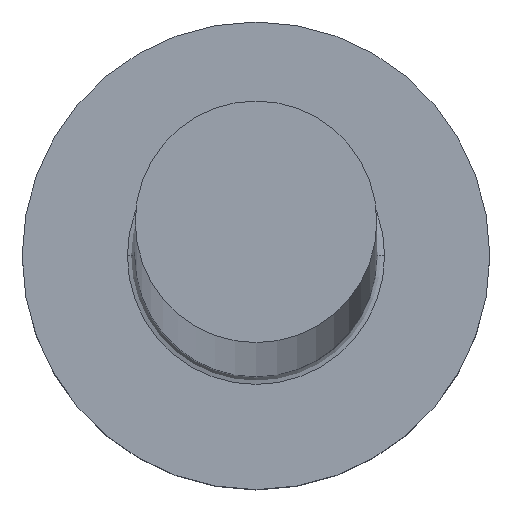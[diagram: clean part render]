
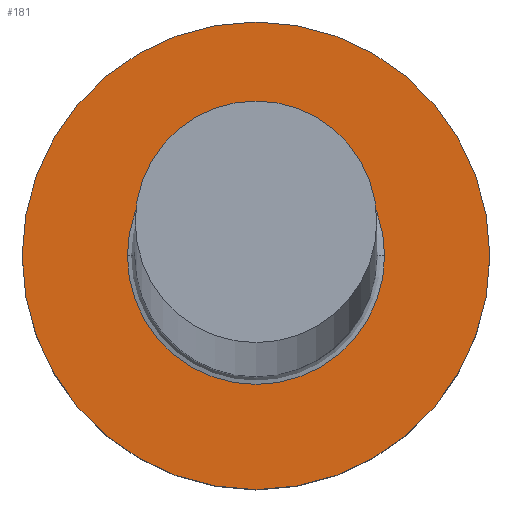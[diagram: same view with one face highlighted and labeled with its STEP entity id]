
A CAD part, top view. The second image highlights one B-rep face of the part: STEP entity #181.
In plain terms, the highlighted planar face has unit normal (0, 0, 1).
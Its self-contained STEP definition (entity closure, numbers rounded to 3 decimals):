
#12 = CARTESIAN_POINT ( 'NONE',  ( 0., 0., 5. ) ) ;
#19 = AXIS2_PLACEMENT_3D ( 'NONE', #12, #206, #135 ) ;
#22 = EDGE_LOOP ( 'NONE', ( #261, #159 ) ) ;
#32 = ORIENTED_EDGE ( 'NONE', *, *, #58, .T. ) ;
#35 = DIRECTION ( 'NONE',  ( 1., 0., 0. ) ) ;
#46 = CARTESIAN_POINT ( 'NONE',  ( -3.3, 0., 5. ) ) ;
#50 = VERTEX_POINT ( 'NONE', #94 ) ;
#56 = CIRCLE ( 'NONE', #91, 6. ) ;
#58 = EDGE_CURVE ( 'NONE', #306, #50, #197, .T. ) ;
#59 = DIRECTION ( 'NONE',  ( 0., 0., -1. ) ) ;
#61 = AXIS2_PLACEMENT_3D ( 'NONE', #285, #75, #195 ) ;
#75 = DIRECTION ( 'NONE',  ( 0., 0., -1. ) ) ;
#91 = AXIS2_PLACEMENT_3D ( 'NONE', #274, #208, #35 ) ;
#94 = CARTESIAN_POINT ( 'NONE',  ( 3.3, 0., 5. ) ) ;
#97 = AXIS2_PLACEMENT_3D ( 'NONE', #272, #59, #151 ) ;
#115 = EDGE_CURVE ( 'NONE', #281, #237, #271, .T. ) ;
#129 = AXIS2_PLACEMENT_3D ( 'NONE', #270, #252, #201 ) ;
#130 = CARTESIAN_POINT ( 'NONE',  ( 6., 0., 5. ) ) ;
#135 = DIRECTION ( 'NONE',  ( 1., 0., 0. ) ) ;
#151 = DIRECTION ( 'NONE',  ( 1., 0., 0. ) ) ;
#159 = ORIENTED_EDGE ( 'NONE', *, *, #284, .T. ) ;
#161 = ORIENTED_EDGE ( 'NONE', *, *, #204, .T. ) ;
#178 = FACE_BOUND ( 'NONE', #243, .T. ) ;
#181 = ADVANCED_FACE ( 'NONE', ( #178, #267 ), #182, .T. ) ;
#182 = PLANE ( 'NONE',  #19 ) ;
#193 = CIRCLE ( 'NONE', #97, 3.3 ) ;
#195 = DIRECTION ( 'NONE',  ( 1., 0., 0. ) ) ;
#197 = CIRCLE ( 'NONE', #61, 3.3 ) ;
#201 = DIRECTION ( 'NONE',  ( 1., 0., 0. ) ) ;
#204 = EDGE_CURVE ( 'NONE', #50, #306, #193, .T. ) ;
#206 = DIRECTION ( 'NONE',  ( 0., 0., 1. ) ) ;
#208 = DIRECTION ( 'NONE',  ( 0., 0., 1. ) ) ;
#237 = VERTEX_POINT ( 'NONE', #130 ) ;
#243 = EDGE_LOOP ( 'NONE', ( #161, #32 ) ) ;
#252 = DIRECTION ( 'NONE',  ( 0., 0., 1. ) ) ;
#261 = ORIENTED_EDGE ( 'NONE', *, *, #115, .T. ) ;
#267 = FACE_OUTER_BOUND ( 'NONE', #22, .T. ) ;
#270 = CARTESIAN_POINT ( 'NONE',  ( 0., 0., 5. ) ) ;
#271 = CIRCLE ( 'NONE', #129, 6. ) ;
#272 = CARTESIAN_POINT ( 'NONE',  ( 0., 0., 5. ) ) ;
#274 = CARTESIAN_POINT ( 'NONE',  ( 0., 0., 5. ) ) ;
#281 = VERTEX_POINT ( 'NONE', #298 ) ;
#284 = EDGE_CURVE ( 'NONE', #237, #281, #56, .T. ) ;
#285 = CARTESIAN_POINT ( 'NONE',  ( 0., 0., 5. ) ) ;
#298 = CARTESIAN_POINT ( 'NONE',  ( -6., 0., 5. ) ) ;
#306 = VERTEX_POINT ( 'NONE', #46 ) ;
